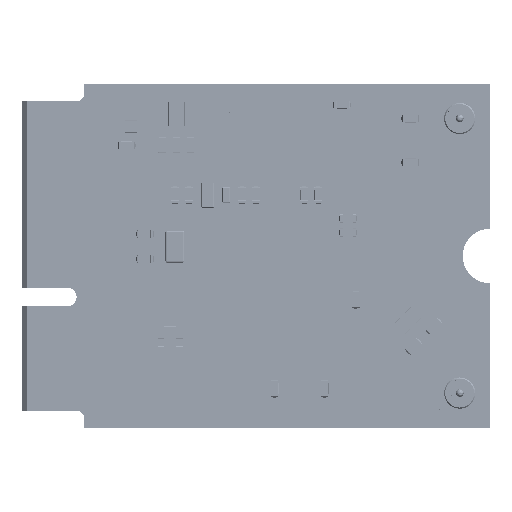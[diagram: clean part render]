
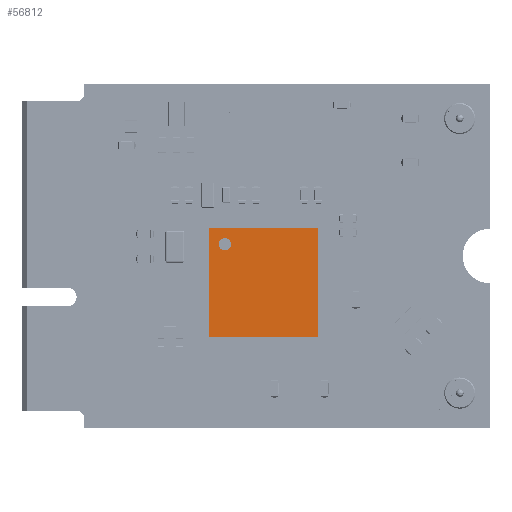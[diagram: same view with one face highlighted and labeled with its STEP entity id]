
A CAD part, top view. The second image highlights one B-rep face of the part: STEP entity #56812.
In plain terms, the highlighted planar face has unit normal (0, 0, 1).
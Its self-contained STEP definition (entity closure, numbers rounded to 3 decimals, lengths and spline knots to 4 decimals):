
#8248=PLANE('',#66859);
#10633=FACE_OUTER_BOUND('',#13573,.T.);
#13573=EDGE_LOOP('',(#49973,#49974,#49975,#49976));
#18122=LINE('',#100325,#23556);
#18125=LINE('',#100330,#23559);
#18127=LINE('',#100334,#23561);
#18128=LINE('',#100336,#23562);
#23556=VECTOR('',#81159,1000.);
#23559=VECTOR('',#81164,1000.);
#23561=VECTOR('',#81168,1000.);
#23562=VECTOR('',#81171,1000.);
#33340=VERTEX_POINT('',#100322);
#33341=VERTEX_POINT('',#100324);
#33342=VERTEX_POINT('',#100328);
#33343=VERTEX_POINT('',#100332);
#40541=EDGE_CURVE('',#33341,#33340,#18122,.T.);
#40544=EDGE_CURVE('',#33340,#33342,#18125,.T.);
#40546=EDGE_CURVE('',#33342,#33343,#18127,.T.);
#40547=EDGE_CURVE('',#33343,#33341,#18128,.T.);
#49973=ORIENTED_EDGE('',*,*,#40546,.T.);
#49974=ORIENTED_EDGE('',*,*,#40547,.T.);
#49975=ORIENTED_EDGE('',*,*,#40541,.T.);
#49976=ORIENTED_EDGE('',*,*,#40544,.T.);
#56812=ADVANCED_FACE('',(#10633),#8248,.F.);
#66859=AXIS2_PLACEMENT_3D('',#100337,#81172,#81173);
#81159=DIRECTION('',(1.,0.,0.));
#81164=DIRECTION('',(0.,1.,0.));
#81168=DIRECTION('',(-1.,0.,0.));
#81171=DIRECTION('',(0.,-1.,0.));
#81172=DIRECTION('center_axis',(0.,0.,-1.));
#81173=DIRECTION('ref_axis',(-1.,0.,0.));
#100322=CARTESIAN_POINT('',(3.5,-3.5,1.));
#100324=CARTESIAN_POINT('',(-3.5,-3.5,1.));
#100325=CARTESIAN_POINT('',(-3.5,-3.5,1.));
#100328=CARTESIAN_POINT('',(3.5,3.5,1.));
#100330=CARTESIAN_POINT('',(3.5,-3.5,1.));
#100332=CARTESIAN_POINT('',(-3.5,3.5,1.));
#100334=CARTESIAN_POINT('',(3.5,3.5,1.));
#100336=CARTESIAN_POINT('',(-3.5,3.5,1.));
#100337=CARTESIAN_POINT('Origin',(-3.5,-3.5,1.));
